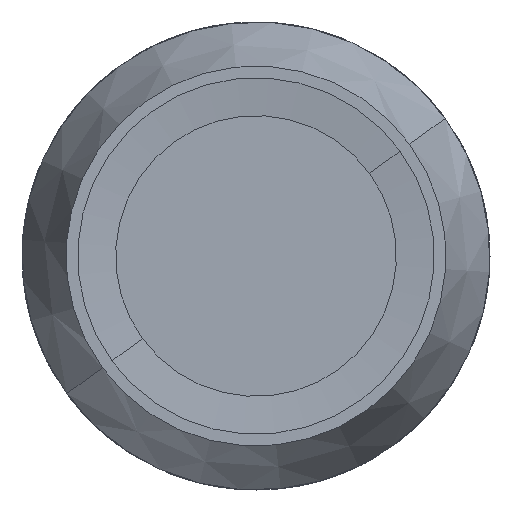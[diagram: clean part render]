
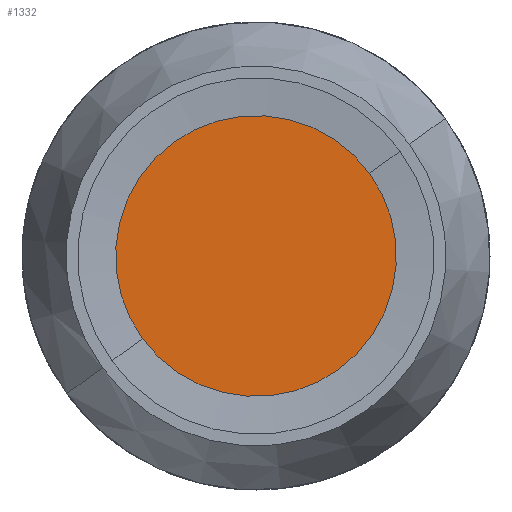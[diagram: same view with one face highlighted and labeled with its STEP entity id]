
A CAD part, front view. The second image highlights one B-rep face of the part: STEP entity #1332.
In plain terms, the highlighted planar face has unit normal (0, -1, 0).
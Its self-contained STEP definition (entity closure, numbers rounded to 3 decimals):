
#363 = CIRCLE ( 'NONE', #5919, 28. ) ;
#684 = AXIS2_PLACEMENT_3D ( 'NONE', #13420, #24362, #13300 ) ;
#1332 = ADVANCED_FACE ( 'NONE', ( #3615 ), #7231, .F. ) ;
#1568 = AXIS2_PLACEMENT_3D ( 'NONE', #20348, #16751, #1704 ) ;
#1704 = DIRECTION ( 'NONE',  ( 0., 0., 1. ) ) ;
#3471 = VERTEX_POINT ( 'NONE', #5361 ) ;
#3615 = FACE_OUTER_BOUND ( 'NONE', #6133, .T. ) ;
#5280 = CARTESIAN_POINT ( 'NONE',  ( 0., 0., 28. ) ) ;
#5361 = CARTESIAN_POINT ( 'NONE',  ( 0., 0., -28. ) ) ;
#5919 = AXIS2_PLACEMENT_3D ( 'NONE', #12892, #9178, #16752 ) ;
#6133 = EDGE_LOOP ( 'NONE', ( #6352, #20257 ) ) ;
#6352 = ORIENTED_EDGE ( 'NONE', *, *, #21675, .F. ) ;
#7231 = PLANE ( 'NONE',  #684 ) ;
#7307 = VERTEX_POINT ( 'NONE', #5280 ) ;
#9178 = DIRECTION ( 'NONE',  ( 0., 1., 0. ) ) ;
#12280 = CIRCLE ( 'NONE', #1568, 28. ) ;
#12892 = CARTESIAN_POINT ( 'NONE',  ( 0., 0., 0. ) ) ;
#13300 = DIRECTION ( 'NONE',  ( 0., 0., 1. ) ) ;
#13420 = CARTESIAN_POINT ( 'NONE',  ( 0., 0., 0. ) ) ;
#16751 = DIRECTION ( 'NONE',  ( 0., 1., 0. ) ) ;
#16752 = DIRECTION ( 'NONE',  ( 0., 0., 1. ) ) ;
#18369 = EDGE_CURVE ( 'NONE', #7307, #3471, #363, .T. ) ;
#20257 = ORIENTED_EDGE ( 'NONE', *, *, #18369, .F. ) ;
#20348 = CARTESIAN_POINT ( 'NONE',  ( 0., 0., 0. ) ) ;
#21675 = EDGE_CURVE ( 'NONE', #3471, #7307, #12280, .T. ) ;
#24362 = DIRECTION ( 'NONE',  ( 0., 1., 0. ) ) ;
